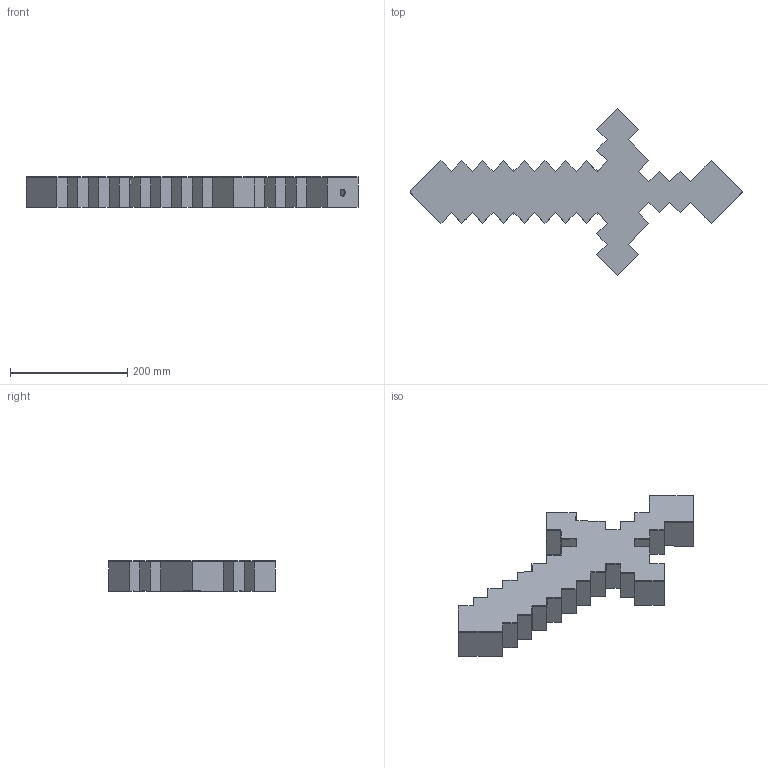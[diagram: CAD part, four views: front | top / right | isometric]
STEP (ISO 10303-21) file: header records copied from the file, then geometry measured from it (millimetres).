
FILE_DESCRIPTION(/* description */ (''),/* implementation_level */ '2;1');
FILE_NAME(/* name */ 'Minecraft sword Hanging v1.step',/* time_stamp */ '2024-03-17T20:20:09+05:30',/* author */ (''),/* organization */ (''),/* preprocessor_version */ 'ST-DEVELOPER v20',/* originating_system */ 'Autodesk Translation Framework v12.20.1.177',/* authorisation */ '');
FILE_SCHEMA (('AUTOMOTIVE_DESIGN { 1 0 10303 214 3 1 1 }'));
Length unit declared in the file: millimetre
Products named in the file (12): Minecraft sword Hanging; Component1; Component2; Component3; Component4; Component5; DIFFUSER; Component11; PCB 1 (1); PCB 4 (1); PCB 3 (1); PCB2 (1)
Assembly tree (11 placements, depth 3):
  Minecraft sword Hanging
    Component1
    Component2
    Component3
    Component4
    Component5
    DIFFUSER
    Component11
      PCB 1 (1)
      PCB 4 (1)
      PCB 3 (1)
      PCB2 (1)
Bounding box: 566.02 x 284.04 x 52 mm (x, y, z)
Volume: 587566.4 mm3; surface area: 571157.3 mm2
Topology: 11 solids, 11 shells, 1016 faces, 2828 edges, 1789 vertices
Faces by surface type: plane 979, cylinder 37
Full cylindrical faces by diameter (mm): 5 x28, 12 x1, 30 x2
Entity records: 32187 total; most frequent: ORIENTED_EDGE 5656, CARTESIAN_POINT 5656, DIRECTION 4980, EDGE_CURVE 2828, LINE 2754, VECTOR 2754, VERTEX_POINT 1789, EDGE_LOOP 1114
